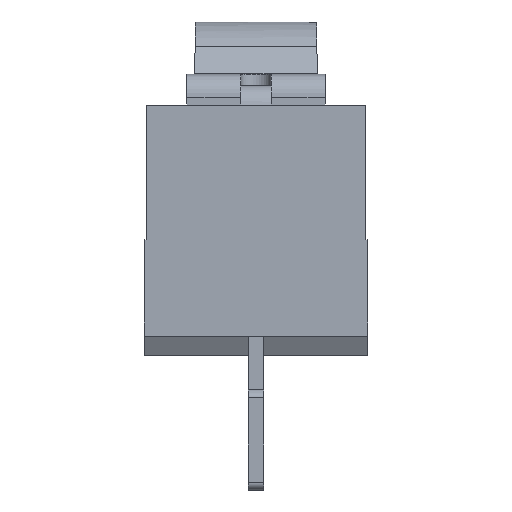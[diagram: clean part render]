
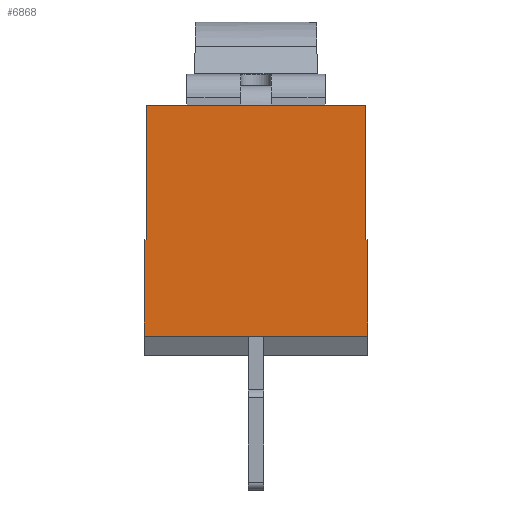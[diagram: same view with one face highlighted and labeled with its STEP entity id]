
A CAD part, left-side view. The second image highlights one B-rep face of the part: STEP entity #6868.
In plain terms, the highlighted planar face has unit normal (-1, 0, 0).
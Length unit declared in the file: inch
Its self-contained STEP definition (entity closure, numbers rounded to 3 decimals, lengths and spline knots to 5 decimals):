
#4399=CARTESIAN_POINT('',(-0.25197,0.1122,0.0));
#4400=VERTEX_POINT('',#4399);
#4415=CARTESIAN_POINT('',(-0.25197,0.11417,0.0));
#4416=VERTEX_POINT('',#4415);
#4423=CARTESIAN_POINT('',(-0.25197,0.1122,0.0));
#4424=DIRECTION('',(0.0,1.0,0.0));
#4425=VECTOR('',#4424,0.00197);
#4426=LINE('',#4423,#4425);
#4427=EDGE_CURVE('',#4400,#4416,#4426,.T.);
#4437=CARTESIAN_POINT('',(-0.25197,-0.1122,0.0));
#4438=VERTEX_POINT('',#4437);
#4445=CARTESIAN_POINT('',(-0.25197,-0.11417,0.0));
#4446=VERTEX_POINT('',#4445);
#4447=CARTESIAN_POINT('',(-0.25197,-0.11417,0.0));
#4448=DIRECTION('',(0.0,1.0,0.0));
#4449=VECTOR('',#4448,0.00197);
#4450=LINE('',#4447,#4449);
#4451=EDGE_CURVE('',#4446,#4438,#4450,.T.);
#5040=CARTESIAN_POINT('',(-0.25197,0.11417,-0.09843));
#5041=VERTEX_POINT('',#5040);
#5048=CARTESIAN_POINT('',(-0.25197,0.11417,0.0));
#5049=DIRECTION('',(0.0,0.0,-1.0));
#5050=VECTOR('',#5049,0.09843);
#5051=LINE('',#5048,#5050);
#5052=EDGE_CURVE('',#4416,#5041,#5051,.T.);
#5114=CARTESIAN_POINT('',(-0.25197,-0.11417,-0.09843));
#5115=VERTEX_POINT('',#5114);
#5116=CARTESIAN_POINT('',(-0.25197,-0.11417,0.0));
#5117=DIRECTION('',(0.0,0.0,-1.0));
#5118=VECTOR('',#5117,0.09843);
#5119=LINE('',#5116,#5118);
#5120=EDGE_CURVE('',#4446,#5115,#5119,.T.);
#5274=CARTESIAN_POINT('',(-0.25197,0.11417,-0.09843));
#5275=DIRECTION('',(0.0,-1.0,0.0));
#5276=VECTOR('',#5275,0.22835);
#5277=LINE('',#5274,#5276);
#5278=EDGE_CURVE('',#5041,#5115,#5277,.T.);
#6834=CARTESIAN_POINT('',(-0.25197,-0.12559,-0.11024));
#6835=DIRECTION('',(-1.0,0.0,0.0));
#6836=DIRECTION('',(0.0,0.0,1.0));
#6837=AXIS2_PLACEMENT_3D('',#6834,#6835,#6836);
#6838=PLANE('',#6837);
#6839=CARTESIAN_POINT('',(-0.25197,-0.1122,0.1378));
#6840=VERTEX_POINT('',#6839);
#6841=CARTESIAN_POINT('',(-0.25197,0.1122,0.1378));
#6842=VERTEX_POINT('',#6841);
#6843=CARTESIAN_POINT('',(-0.25197,-0.1122,0.1378));
#6844=DIRECTION('',(0.0,1.0,0.0));
#6845=VECTOR('',#6844,0.22441);
#6846=LINE('',#6843,#6845);
#6847=EDGE_CURVE('',#6840,#6842,#6846,.T.);
#6848=ORIENTED_EDGE('',*,*,#6847,.T.);
#6849=CARTESIAN_POINT('',(-0.25197,0.1122,0.0));
#6850=DIRECTION('',(0.0,0.0,1.0));
#6851=VECTOR('',#6850,0.1378);
#6852=LINE('',#6849,#6851);
#6853=EDGE_CURVE('',#4400,#6842,#6852,.T.);
#6854=ORIENTED_EDGE('',*,*,#6853,.F.);
#6855=ORIENTED_EDGE('',*,*,#4427,.T.);
#6856=ORIENTED_EDGE('',*,*,#5052,.T.);
#6857=ORIENTED_EDGE('',*,*,#5278,.T.);
#6858=ORIENTED_EDGE('',*,*,#5120,.F.);
#6859=ORIENTED_EDGE('',*,*,#4451,.T.);
#6860=CARTESIAN_POINT('',(-0.25197,-0.1122,0.0));
#6861=DIRECTION('',(0.0,0.0,1.0));
#6862=VECTOR('',#6861,0.1378);
#6863=LINE('',#6860,#6862);
#6864=EDGE_CURVE('',#4438,#6840,#6863,.T.);
#6865=ORIENTED_EDGE('',*,*,#6864,.T.);
#6866=EDGE_LOOP('',(#6848,#6854,#6855,#6856,#6857,#6858,#6859,#6865));
#6867=FACE_OUTER_BOUND('',#6866,.T.);
#6868=ADVANCED_FACE('',(#6867),#6838,.T.);
